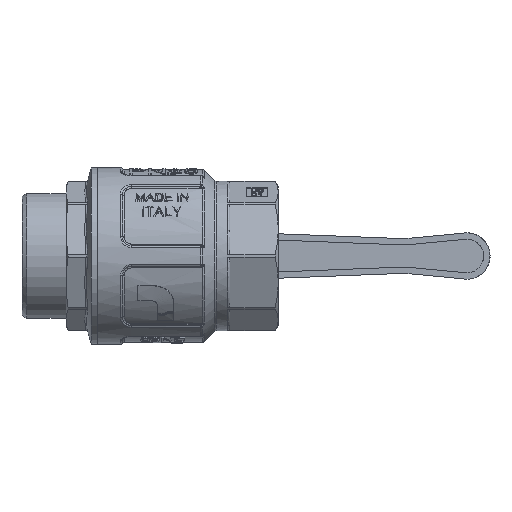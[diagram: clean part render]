
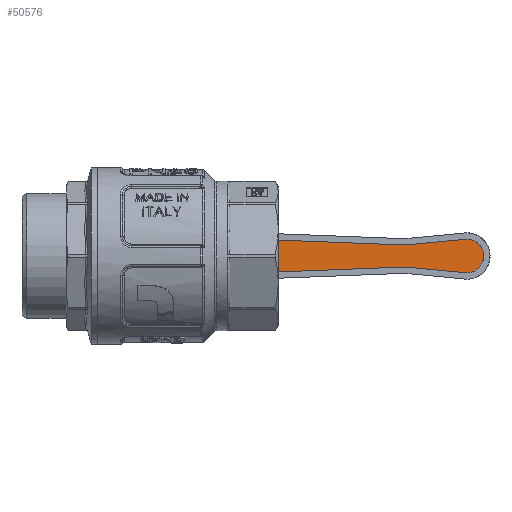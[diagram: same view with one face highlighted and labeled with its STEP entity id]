
A CAD part, front view. The second image highlights one B-rep face of the part: STEP entity #50576.
In plain terms, the highlighted planar face has unit normal (0, -1, 0).
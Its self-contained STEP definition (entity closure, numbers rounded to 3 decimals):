
#1190 = VERTEX_POINT ( 'NONE', #6503 ) ;
#1737 = VERTEX_POINT ( 'NONE', #43927 ) ;
#1880 = ORIENTED_EDGE ( 'NONE', *, *, #47404, .F. ) ;
#2231 = CARTESIAN_POINT ( 'NONE',  ( 117.384, 93.3, 5.245 ) ) ;
#2778 = CARTESIAN_POINT ( 'NONE',  ( 154.749, 93.3, 1.045 ) ) ;
#2960 = CARTESIAN_POINT ( 'NONE',  ( 154.544, 93.3, 2.076 ) ) ;
#3150 = CARTESIAN_POINT ( 'NONE',  ( 152.829, 93.3, 5.285 ) ) ;
#3328 = CARTESIAN_POINT ( 'NONE',  ( 154.392, 93.3, -2.576 ) ) ;
#4961 = B_SPLINE_CURVE_WITH_KNOTS ( 'NONE', 3,
 ( #40719, #33552, #33734, #11249 ),
 .UNSPECIFIED., .F., .F.,
 ( 4, 4 ),
 ( 0., 1. ),
 .UNSPECIFIED. ) ;
#6503 = CARTESIAN_POINT ( 'NONE',  ( 146.044, 93.3, -7.964 ) ) ;
#6726 = CARTESIAN_POINT ( 'NONE',  ( 146.8, 93.3, -8. ) ) ;
#7191 = CARTESIAN_POINT ( 'NONE',  ( 154.8, 93.3, -0.526 ) ) ;
#7358 = CARTESIAN_POINT ( 'NONE',  ( 152.085, 93.3, -6.029 ) ) ;
#7455 = CARTESIAN_POINT ( 'NONE',  ( 47.985, 93.3, -7.921 ) ) ;
#8795 = B_SPLINE_CURVE_WITH_KNOTS ( 'NONE', 3,
 ( #15359, #24281, #49061, #11677 ),
 .UNSPECIFIED., .F., .F.,
 ( 4, 4 ),
 ( 0., 1. ),
 .UNSPECIFIED. ) ;
#9725 = CARTESIAN_POINT ( 'NONE',  ( 146.8, 93.3, -8. ) ) ;
#9746 = CARTESIAN_POINT ( 'NONE',  ( 146.8, 93.3, 8. ) ) ;
#10115 = EDGE_CURVE ( 'NONE', #47510, #40729, #22143, .T. ) ;
#10332 = CARTESIAN_POINT ( 'NONE',  ( 117.384, 93.3, -5.245 ) ) ;
#10573 = CARTESIAN_POINT ( 'NONE',  ( 47.985, 93.3, 7.921 ) ) ;
#11179 = CARTESIAN_POINT ( 'NONE',  ( 150.347, 93.3, -7.19 ) ) ;
#11195 = CARTESIAN_POINT ( 'NONE',  ( 136.491, 93.3, 7.058 ) ) ;
#11249 = CARTESIAN_POINT ( 'NONE',  ( 47.985, 93.3, -7.921 ) ) ;
#11357 = CARTESIAN_POINT ( 'NONE',  ( 153.99, 93.3, 3.547 ) ) ;
#11540 = CARTESIAN_POINT ( 'NONE',  ( 149.376, 93.3, 7.592 ) ) ;
#11677 = CARTESIAN_POINT ( 'NONE',  ( 146.8, 93.3, 8. ) ) ;
#12086 = FACE_OUTER_BOUND ( 'NONE', #43651, .T. ) ;
#14440 = DIRECTION ( 'NONE',  ( 0., 1., 0. ) ) ;
#14797 = VERTEX_POINT ( 'NONE', #9746 ) ;
#15040 = CARTESIAN_POINT ( 'NONE',  ( 150.347, 93.3, 7.19 ) ) ;
#15359 = CARTESIAN_POINT ( 'NONE',  ( 146.044, 93.3, 7.964 ) ) ;
#15438 = VERTEX_POINT ( 'NONE', #24282 ) ;
#15761 = CARTESIAN_POINT ( 'NONE',  ( 147.845, 93.3, 7.949 ) ) ;
#17074 = CARTESIAN_POINT ( 'NONE',  ( 117.384, 93.3, 5.245 ) ) ;
#19137 = CARTESIAN_POINT ( 'NONE',  ( 146.548, 93.3, -8. ) ) ;
#19219 = CARTESIAN_POINT ( 'NONE',  ( 148.876, 93.3, -7.744 ) ) ;
#19319 = CARTESIAN_POINT ( 'NONE',  ( 146.295, 93.3, -7.988 ) ) ;
#19774 = CARTESIAN_POINT ( 'NONE',  ( 154.749, 93.3, -1.045 ) ) ;
#21275 = CARTESIAN_POINT ( 'NONE',  ( 94.251, 93.3, 6.137 ) ) ;
#21771 = B_SPLINE_CURVE_WITH_KNOTS ( 'NONE', 3,
 ( #9725, #43255, #32233, #19219, #44537, #11179, #44897, #31867, #7358, #40098, #36659, #28035, #40647, #3328, #24156, #19774, #7191, #32602, #2778, #2960, #36472, #11357, #49106, #53329, #3150, #32419, #35924, #23430, #15040, #11540, #40836, #15761, #45081, #49281 ),
 .UNSPECIFIED., .F., .F.,
 ( 4, 2, 2, 2, 2, 2, 2, 2, 2, 2, 2, 2, 2, 2, 2, 2, 4 ),
 ( 0., 0.063, 0.125, 0.188, 0.25, 0.313, 0.375, 0.438, 0.5, 0.562, 0.625, 0.687, 0.75, 0.813, 0.875, 0.938, 1. ),
 .UNSPECIFIED. ) ;
#22143 = B_SPLINE_CURVE_WITH_KNOTS ( 'NONE', 3,
 ( #2231, #36489, #11195, #52611 ),
 .UNSPECIFIED., .F., .F.,
 ( 4, 4 ),
 ( 0., 1. ),
 .UNSPECIFIED. ) ;
#22493 = CARTESIAN_POINT ( 'NONE',  ( 146.044, 93.3, 7.964 ) ) ;
#23120 = CARTESIAN_POINT ( 'NONE',  ( 126.938, 93.3, -6.151 ) ) ;
#23430 = CARTESIAN_POINT ( 'NONE',  ( 150.807, 93.3, 6.944 ) ) ;
#24156 = CARTESIAN_POINT ( 'NONE',  ( 154.544, 93.3, -2.076 ) ) ;
#24282 = CARTESIAN_POINT ( 'NONE',  ( 117.384, 93.3, -5.245 ) ) ;
#24281 = CARTESIAN_POINT ( 'NONE',  ( 146.295, 93.3, 7.988 ) ) ;
#24404 = VERTEX_POINT ( 'NONE', #40446 ) ;
#24786 = B_SPLINE_CURVE_WITH_KNOTS ( 'NONE', 3,
 ( #42165, #50438, #21275, #17074 ),
 .UNSPECIFIED., .F., .F.,
 ( 4, 4 ),
 ( 0., 1. ),
 .UNSPECIFIED. ) ;
#24837 = EDGE_CURVE ( 'NONE', #24404, #1190, #49711, .T. ) ;
#25173 = ORIENTED_EDGE ( 'NONE', *, *, #48382, .F. ) ;
#27835 = EDGE_CURVE ( 'NONE', #1737, #39721, #31399, .T. ) ;
#28035 = CARTESIAN_POINT ( 'NONE',  ( 153.744, 93.3, -4.007 ) ) ;
#29215 = CARTESIAN_POINT ( 'NONE',  ( 117.384, 93.3, 5.245 ) ) ;
#31030 = EDGE_CURVE ( 'NONE', #39721, #47510, #24786, .T. ) ;
#31399 = B_SPLINE_CURVE_WITH_KNOTS ( 'NONE', 3,
 ( #7455, #41463, #45521, #49209 ),
 .UNSPECIFIED., .F., .F.,
 ( 4, 4 ),
 ( 0., 1. ),
 .UNSPECIFIED. ) ;
#31867 = CARTESIAN_POINT ( 'NONE',  ( 151.682, 93.3, -6.36 ) ) ;
#32233 = CARTESIAN_POINT ( 'NONE',  ( 147.845, 93.3, -7.949 ) ) ;
#32419 = CARTESIAN_POINT ( 'NONE',  ( 152.085, 93.3, 6.029 ) ) ;
#32602 = CARTESIAN_POINT ( 'NONE',  ( 154.8, 93.3, 0.526 ) ) ;
#33552 = CARTESIAN_POINT ( 'NONE',  ( 94.251, 93.3, -6.137 ) ) ;
#33734 = CARTESIAN_POINT ( 'NONE',  ( 71.118, 93.3, -7.029 ) ) ;
#35247 = EDGE_CURVE ( 'NONE', #24404, #14797, #21771, .T. ) ;
#35654 = CARTESIAN_POINT ( 'NONE',  ( 146.044, 93.3, -7.964 ) ) ;
#35806 = CARTESIAN_POINT ( 'NONE',  ( 146.044, 93.3, -7.964 ) ) ;
#35924 = CARTESIAN_POINT ( 'NONE',  ( 151.682, 93.3, 6.36 ) ) ;
#36398 = ORIENTED_EDGE ( 'NONE', *, *, #24837, .F. ) ;
#36472 = CARTESIAN_POINT ( 'NONE',  ( 154.392, 93.3, 2.576 ) ) ;
#36489 = CARTESIAN_POINT ( 'NONE',  ( 126.938, 93.3, 6.151 ) ) ;
#36659 = CARTESIAN_POINT ( 'NONE',  ( 153.16, 93.3, -4.882 ) ) ;
#38407 = EDGE_CURVE ( 'NONE', #1190, #15438, #38823, .T. ) ;
#38823 = B_SPLINE_CURVE_WITH_KNOTS ( 'NONE', 3,
 ( #35806, #52298, #23120, #10332 ),
 .UNSPECIFIED., .F., .F.,
 ( 4, 4 ),
 ( 0., 1. ),
 .UNSPECIFIED. ) ;
#39506 = PLANE ( 'NONE',  #51161 ) ;
#39721 = VERTEX_POINT ( 'NONE', #10573 ) ;
#39764 = ORIENTED_EDGE ( 'NONE', *, *, #31030, .F. ) ;
#40098 = CARTESIAN_POINT ( 'NONE',  ( 152.829, 93.3, -5.285 ) ) ;
#40446 = CARTESIAN_POINT ( 'NONE',  ( 146.8, 93.3, -8. ) ) ;
#40647 = CARTESIAN_POINT ( 'NONE',  ( 153.99, 93.3, -3.547 ) ) ;
#40719 = CARTESIAN_POINT ( 'NONE',  ( 117.384, 93.3, -5.245 ) ) ;
#40729 = VERTEX_POINT ( 'NONE', #22493 ) ;
#40836 = CARTESIAN_POINT ( 'NONE',  ( 148.876, 93.3, 7.744 ) ) ;
#41463 = CARTESIAN_POINT ( 'NONE',  ( 47.985, 93.3, -2.64 ) ) ;
#42165 = CARTESIAN_POINT ( 'NONE',  ( 47.985, 93.3, 7.921 ) ) ;
#43255 = CARTESIAN_POINT ( 'NONE',  ( 147.325, 93.3, -8. ) ) ;
#43651 = EDGE_LOOP ( 'NONE', ( #44519, #36398, #50825, #1880, #53096, #39764, #46449, #25173 ) ) ;
#43769 = DIRECTION ( 'NONE',  ( 1., 0., 0. ) ) ;
#43927 = CARTESIAN_POINT ( 'NONE',  ( 47.985, 93.3, -7.921 ) ) ;
#44519 = ORIENTED_EDGE ( 'NONE', *, *, #38407, .F. ) ;
#44537 = CARTESIAN_POINT ( 'NONE',  ( 149.376, 93.3, -7.592 ) ) ;
#44897 = CARTESIAN_POINT ( 'NONE',  ( 150.808, 93.3, -6.944 ) ) ;
#45081 = CARTESIAN_POINT ( 'NONE',  ( 147.325, 93.3, 8. ) ) ;
#45521 = CARTESIAN_POINT ( 'NONE',  ( 47.985, 93.3, 2.64 ) ) ;
#46449 = ORIENTED_EDGE ( 'NONE', *, *, #27835, .F. ) ;
#47404 = EDGE_CURVE ( 'NONE', #40729, #14797, #8795, .T. ) ;
#47510 = VERTEX_POINT ( 'NONE', #29215 ) ;
#47955 = CARTESIAN_POINT ( 'NONE',  ( 146.8, 93.3, 0. ) ) ;
#48382 = EDGE_CURVE ( 'NONE', #15438, #1737, #4961, .T. ) ;
#49061 = CARTESIAN_POINT ( 'NONE',  ( 146.548, 93.3, 8. ) ) ;
#49106 = CARTESIAN_POINT ( 'NONE',  ( 153.744, 93.3, 4.008 ) ) ;
#49209 = CARTESIAN_POINT ( 'NONE',  ( 47.985, 93.3, 7.921 ) ) ;
#49281 = CARTESIAN_POINT ( 'NONE',  ( 146.8, 93.3, 8. ) ) ;
#49711 = B_SPLINE_CURVE_WITH_KNOTS ( 'NONE', 3,
 ( #6726, #19137, #19319, #35654 ),
 .UNSPECIFIED., .F., .F.,
 ( 4, 4 ),
 ( 0., 1. ),
 .UNSPECIFIED. ) ;
#50438 = CARTESIAN_POINT ( 'NONE',  ( 71.118, 93.3, 7.029 ) ) ;
#50576 = ADVANCED_FACE ( 'NONE', ( #12086 ), #39506, .F. ) ;
#50825 = ORIENTED_EDGE ( 'NONE', *, *, #35247, .T. ) ;
#51161 = AXIS2_PLACEMENT_3D ( 'NONE', #47955, #14440, #43769 ) ;
#52298 = CARTESIAN_POINT ( 'NONE',  ( 136.491, 93.3, -7.058 ) ) ;
#52611 = CARTESIAN_POINT ( 'NONE',  ( 146.044, 93.3, 7.964 ) ) ;
#53096 = ORIENTED_EDGE ( 'NONE', *, *, #10115, .F. ) ;
#53329 = CARTESIAN_POINT ( 'NONE',  ( 153.16, 93.3, 4.882 ) ) ;
